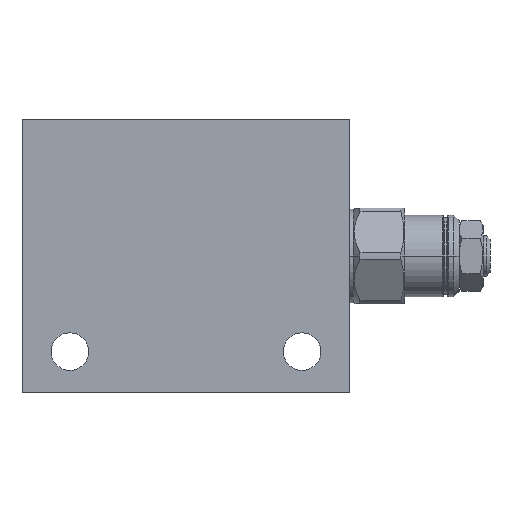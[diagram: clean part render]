
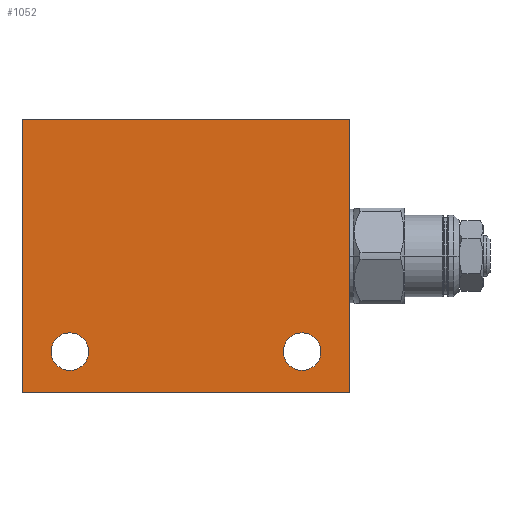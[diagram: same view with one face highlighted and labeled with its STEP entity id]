
A CAD part, left-side view. The second image highlights one B-rep face of the part: STEP entity #1052.
In plain terms, the highlighted planar face has unit normal (-1, 0, 0).
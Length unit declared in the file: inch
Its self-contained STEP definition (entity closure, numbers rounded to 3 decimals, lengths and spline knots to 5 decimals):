
#1=DIRECTION('',(0.,-1.,0.));
#2=VECTOR('',#1,3.);
#3=CARTESIAN_POINT('',(0.,0.,0.));
#4=LINE('',#3,#2);
#27=DIRECTION('',(0.,0.,1.));
#28=VECTOR('',#27,2.5);
#29=CARTESIAN_POINT('',(0.,0.,0.));
#30=LINE('',#29,#28);
#31=CARTESIAN_POINT('',(0.,-2.562,0.375));
#32=DIRECTION('',(-1.,0.,0.));
#33=DIRECTION('',(0.,1.,0.));
#34=AXIS2_PLACEMENT_3D('',#31,#32,#33);
#36=CARTESIAN_POINT('',(0.,-2.562,0.375));
#37=DIRECTION('',(-1.,0.,0.));
#38=DIRECTION('',(0.,-1.,0.));
#39=AXIS2_PLACEMENT_3D('',#36,#37,#38);
#41=CARTESIAN_POINT('',(0.,-0.438,0.375));
#42=DIRECTION('',(-1.,0.,0.));
#43=DIRECTION('',(0.,1.,0.));
#44=AXIS2_PLACEMENT_3D('',#41,#42,#43);
#46=CARTESIAN_POINT('',(0.,-0.438,0.375));
#47=DIRECTION('',(-1.,0.,0.));
#48=DIRECTION('',(0.,-1.,0.));
#49=AXIS2_PLACEMENT_3D('',#46,#47,#48);
#89=DIRECTION('',(0.,0.,1.));
#90=VECTOR('',#89,2.5);
#91=CARTESIAN_POINT('',(0.,-3.,0.));
#92=LINE('',#91,#90);
#103=DIRECTION('',(0.,-1.,0.));
#104=VECTOR('',#103,3.);
#105=CARTESIAN_POINT('',(0.,0.,2.5));
#106=LINE('',#105,#104);
#845=CARTESIAN_POINT('',(0.,0.,0.));
#846=CARTESIAN_POINT('',(0.,-3.,0.));
#847=VERTEX_POINT('',#845);
#848=VERTEX_POINT('',#846);
#853=CARTESIAN_POINT('',(0.,0.,2.5));
#854=CARTESIAN_POINT('',(0.,-3.,2.5));
#855=VERTEX_POINT('',#853);
#856=VERTEX_POINT('',#854);
#934=CARTESIAN_POINT('',(0.,-2.39,0.375));
#935=CARTESIAN_POINT('',(0.,-2.734,0.375));
#936=VERTEX_POINT('',#934);
#937=VERTEX_POINT('',#935);
#942=CARTESIAN_POINT('',(0.,-0.266,0.375));
#943=CARTESIAN_POINT('',(0.,-0.61,0.375));
#944=VERTEX_POINT('',#942);
#945=VERTEX_POINT('',#943);
#1026=CARTESIAN_POINT('',(0.,0.,0.));
#1027=DIRECTION('',(-1.,0.,0.));
#1028=DIRECTION('',(0.,-1.,0.));
#1029=AXIS2_PLACEMENT_3D('',#1026,#1027,#1028);
#1030=PLANE('',#1029);
#1031=ORIENTED_EDGE('',*,*,#1009,.F.);
#1033=ORIENTED_EDGE('',*,*,#1032,.T.);
#1035=ORIENTED_EDGE('',*,*,#1034,.T.);
#1037=ORIENTED_EDGE('',*,*,#1036,.F.);
#1038=EDGE_LOOP('',(#1031,#1033,#1035,#1037));
#1039=FACE_OUTER_BOUND('',#1038,.F.);
#1041=ORIENTED_EDGE('',*,*,#1040,.T.);
#1043=ORIENTED_EDGE('',*,*,#1042,.T.);
#1044=EDGE_LOOP('',(#1041,#1043));
#1045=FACE_BOUND('',#1044,.F.);
#1047=ORIENTED_EDGE('',*,*,#1046,.T.);
#1049=ORIENTED_EDGE('',*,*,#1048,.T.);
#1050=EDGE_LOOP('',(#1047,#1049));
#1051=FACE_BOUND('',#1050,.F.);
#1052=ADVANCED_FACE('',(#1039,#1045,#1051),#1030,.T.);
#35=CIRCLE('',#34,0.172);
#40=CIRCLE('',#39,0.172);
#45=CIRCLE('',#44,0.172);
#50=CIRCLE('',#49,0.172);
#1009=EDGE_CURVE('',#847,#848,#4,.T.);
#1032=EDGE_CURVE('',#847,#855,#30,.T.);
#1034=EDGE_CURVE('',#855,#856,#106,.T.);
#1036=EDGE_CURVE('',#848,#856,#92,.T.);
#1040=EDGE_CURVE('',#936,#937,#35,.T.);
#1042=EDGE_CURVE('',#937,#936,#40,.T.);
#1046=EDGE_CURVE('',#944,#945,#45,.T.);
#1048=EDGE_CURVE('',#945,#944,#50,.T.);
